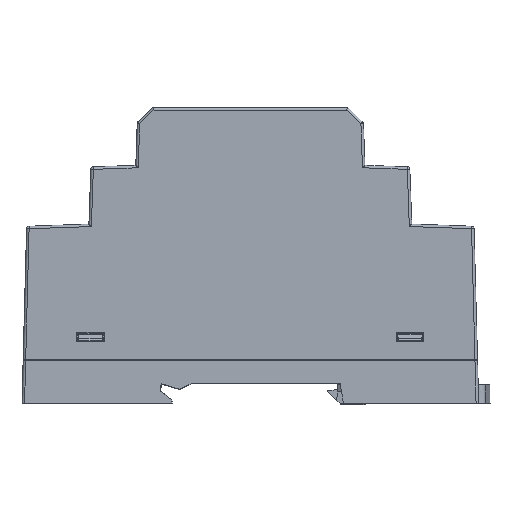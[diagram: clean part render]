
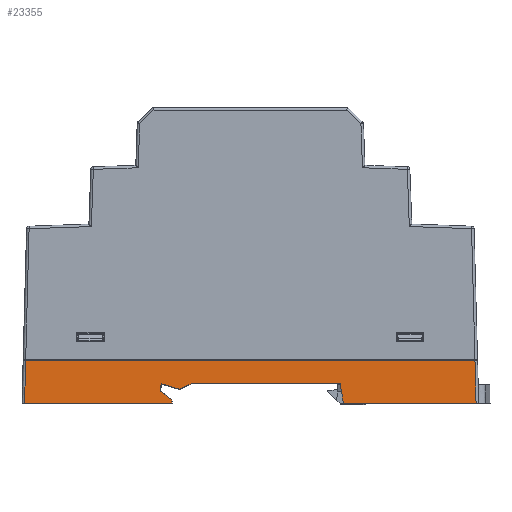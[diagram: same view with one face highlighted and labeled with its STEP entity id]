
A CAD part, left-side view. The second image highlights one B-rep face of the part: STEP entity #23355.
In plain terms, the highlighted face is planar.
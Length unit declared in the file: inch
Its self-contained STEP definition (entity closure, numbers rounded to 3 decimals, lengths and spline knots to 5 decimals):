
#62 = DIRECTION ( 'NONE',  ( -1., 0., -0.026 ) ) ;
#497 = LINE ( 'NONE', #27404, #37041 ) ;
#574 = CARTESIAN_POINT ( 'NONE',  ( -0.68923, -3.07799, 0.39174 ) ) ;
#630 = ORIENTED_EDGE ( 'NONE', *, *, #36212, .T. ) ;
#841 = PLANE ( 'NONE',  #3755 ) ;
#849 = B_SPLINE_CURVE_WITH_KNOTS ( 'NONE', 3,
 ( #20345, #5294, #17366, #29425 ),
 .UNSPECIFIED., .F., .F.,
 ( 4, 4 ),
 ( 0., 1. ),
 .UNSPECIFIED. ) ;
#1068 = CARTESIAN_POINT ( 'NONE',  ( -0.68866, -3.07888, 0.36995 ) ) ;
#1440 = CARTESIAN_POINT ( 'NONE',  ( -0.68521, -1.7718, 0.2382 ) ) ;
#1473 = EDGE_CURVE ( 'NONE', #5842, #33328, #22834, .T. ) ;
#2374 = CARTESIAN_POINT ( 'NONE',  ( -0.68893, -3.07799, 0.38004 ) ) ;
#2588 = EDGE_CURVE ( 'NONE', #18959, #13441, #17563, .T. ) ;
#2614 = B_SPLINE_CURVE_WITH_KNOTS ( 'NONE', 3,
 ( #12146, #23823, #21444, #39029 ),
 .UNSPECIFIED., .F., .F.,
 ( 4, 4 ),
 ( 0., 1. ),
 .UNSPECIFIED. ) ;
#2822 = ORIENTED_EDGE ( 'NONE', *, *, #32143, .F. ) ;
#3755 = AXIS2_PLACEMENT_3D ( 'NONE', #9528, #62, #24199 ) ;
#3937 = CARTESIAN_POINT ( 'NONE',  ( -0.68521, -2.91453, 0.23821 ) ) ;
#4510 = CARTESIAN_POINT ( 'NONE',  ( -0.68853, -3.07932, 0.36491 ) ) ;
#5294 = CARTESIAN_POINT ( 'NONE',  ( -0.68799, -3.10482, 0.34419 ) ) ;
#5481 = ORIENTED_EDGE ( 'NONE', *, *, #6355, .F. ) ;
#5842 = VERTEX_POINT ( 'NONE', #2374 ) ;
#5919 = CARTESIAN_POINT ( 'NONE',  ( -0.68057, -0.63426, 0.06103 ) ) ;
#6105 = LINE ( 'NONE', #35783, #29717 ) ;
#6185 = CARTESIAN_POINT ( 'NONE',  ( -0.6869, -3.16892, 0.30279 ) ) ;
#6354 = LINE ( 'NONE', #23789, #27311 ) ;
#6355 = EDGE_CURVE ( 'NONE', #14857, #21045, #11951, .T. ) ;
#7116 = B_SPLINE_CURVE_WITH_KNOTS ( 'NONE', 3,
 ( #28533, #13316, #37427, #1440 ),
 .UNSPECIFIED., .F., .F.,
 ( 4, 4 ),
 ( 0., 1. ),
 .UNSPECIFIED. ) ;
#7600 = EDGE_LOOP ( 'NONE', ( #5481, #18974, #16990, #7732, #26107, #20218, #29481, #33358, #13260, #26320, #630, #35002, #14394, #16077, #2822 ) ) ;
#7732 = ORIENTED_EDGE ( 'NONE', *, *, #25711, .T. ) ;
#8028 = CARTESIAN_POINT ( 'NONE',  ( -0.68639, -3.01624, 0.28318 ) ) ;
#8883 = LINE ( 'NONE', #5919, #13758 ) ;
#9030 = CARTESIAN_POINT ( 'NONE',  ( -0.68639, -3.01624, 0.28318 ) ) ;
#9241 = CARTESIAN_POINT ( 'NONE',  ( -0.6869, -3.16892, 0.30279 ) ) ;
#9528 = CARTESIAN_POINT ( 'NONE',  ( -0.6804, -4.29022, 0.05442 ) ) ;
#9828 = EDGE_CURVE ( 'NONE', #36200, #14429, #2614, .T. ) ;
#9930 = CARTESIAN_POINT ( 'NONE',  ( -0.68923, -3.07799, 0.39174 ) ) ;
#10423 = CARTESIAN_POINT ( 'NONE',  ( -0.68521, -2.91993, 0.23821 ) ) ;
#10972 = CARTESIAN_POINT ( 'NONE',  ( -0.68527, -3.15886, 0.24036 ) ) ;
#11002 = DIRECTION ( 'NONE',  ( 0.011, 0.906, -0.423 ) ) ;
#11734 = EDGE_CURVE ( 'NONE', #14429, #17308, #6105, .T. ) ;
#11951 = B_SPLINE_CURVE_WITH_KNOTS ( 'NONE', 3,
 ( #18825, #27919, #13084, #27517 ),
 .UNSPECIFIED., .F., .F.,
 ( 4, 4 ),
 ( 0., 1. ),
 .UNSPECIFIED. ) ;
#12146 = CARTESIAN_POINT ( 'NONE',  ( -0.68521, -1.7718, 0.2382 ) ) ;
#12186 = CARTESIAN_POINT ( 'NONE',  ( -0.68521, -1.7718, 0.2382 ) ) ;
#13084 = CARTESIAN_POINT ( 'NONE',  ( -0.68636, -3.16545, 0.282 ) ) ;
#13260 = ORIENTED_EDGE ( 'NONE', *, *, #27880, .F. ) ;
#13316 = CARTESIAN_POINT ( 'NONE',  ( -0.68521, -2.53362, 0.23821 ) ) ;
#13338 = CARTESIAN_POINT ( 'NONE',  ( -0.68923, -4.22014, 0.39174 ) ) ;
#13441 = VERTEX_POINT ( 'NONE', #32270 ) ;
#13758 = VECTOR ( 'NONE', #20966, 39.37008 ) ;
#14394 = ORIENTED_EDGE ( 'NONE', *, *, #1473, .T. ) ;
#14429 = VERTEX_POINT ( 'NONE', #24437 ) ;
#14583 = CARTESIAN_POINT ( 'NONE',  ( -0.6869, -3.15582, 0.30274 ) ) ;
#14857 = VERTEX_POINT ( 'NONE', #28479 ) ;
#15414 = LINE ( 'NONE', #574, #32056 ) ;
#16077 = ORIENTED_EDGE ( 'NONE', *, *, #29366, .T. ) ;
#16212 = CARTESIAN_POINT ( 'NONE',  ( -0.68057, -0.72473, 0.06103 ) ) ;
#16576 = CARTESIAN_POINT ( 'NONE',  ( -0.68923, -0.71606, 0.39174 ) ) ;
#16990 = ORIENTED_EDGE ( 'NONE', *, *, #36061, .T. ) ;
#17308 = VERTEX_POINT ( 'NONE', #16576 ) ;
#17366 = CARTESIAN_POINT ( 'NONE',  ( -0.68744, -3.13032, 0.32347 ) ) ;
#17371 = VERTEX_POINT ( 'NONE', #14583 ) ;
#17536 = LINE ( 'NONE', #8028, #35746 ) ;
#17563 = B_SPLINE_CURVE_WITH_KNOTS ( 'NONE', 3,
 ( #22048, #34102, #33889, #13338 ),
 .UNSPECIFIED., .F., .F.,
 ( 4, 4 ),
 ( 0., 1. ),
 .UNSPECIFIED. ) ;
#18163 = CARTESIAN_POINT ( 'NONE',  ( -0.6869, -3.16019, 0.30274 ) ) ;
#18825 = CARTESIAN_POINT ( 'NONE',  ( -0.68527, -3.15886, 0.24036 ) ) ;
#18959 = VERTEX_POINT ( 'NONE', #36268 ) ;
#18974 = ORIENTED_EDGE ( 'NONE', *, *, #28606, .T. ) ;
#19408 = EDGE_CURVE ( 'NONE', #17308, #34638, #6354, .T. ) ;
#20218 = ORIENTED_EDGE ( 'NONE', *, *, #9828, .T. ) ;
#20345 = CARTESIAN_POINT ( 'NONE',  ( -0.68853, -3.07932, 0.36491 ) ) ;
#20840 = LINE ( 'NONE', #29923, #32689 ) ;
#20966 = DIRECTION ( 'NONE',  ( 0., 1., 0. ) ) ;
#21045 = VERTEX_POINT ( 'NONE', #6185 ) ;
#21141 = CARTESIAN_POINT ( 'NONE',  ( -0.6869, -3.16455, 0.30276 ) ) ;
#21444 = CARTESIAN_POINT ( 'NONE',  ( -0.68789, -1.75388, 0.34056 ) ) ;
#21673 = DIRECTION ( 'NONE',  ( 0., 1., 0. ) ) ;
#21801 = FACE_OUTER_BOUND ( 'NONE', #7600, .T. ) ;
#22048 = CARTESIAN_POINT ( 'NONE',  ( -0.68057, -4.21148, 0.06103 ) ) ;
#22834 = B_SPLINE_CURVE_WITH_KNOTS ( 'NONE', 3,
 ( #37258, #27967, #1068, #34291 ),
 .UNSPECIFIED., .F., .F.,
 ( 4, 4 ),
 ( 0., 1. ),
 .UNSPECIFIED. ) ;
#22935 = VERTEX_POINT ( 'NONE', #10423 ) ;
#23062 = DIRECTION ( 'NONE',  ( -0.008, 0.958, 0.288 ) ) ;
#23355 = ADVANCED_FACE ( 'NONE', ( #21801 ), #841, .T. ) ;
#23789 = CARTESIAN_POINT ( 'NONE',  ( -0.68923, -0.71606, 0.39174 ) ) ;
#23823 = CARTESIAN_POINT ( 'NONE',  ( -0.68655, -1.76284, 0.28938 ) ) ;
#23997 = DIRECTION ( 'NONE',  ( 0., 1., 0. ) ) ;
#24199 = DIRECTION ( 'NONE',  ( -0.026, 0., 1. ) ) ;
#24437 = CARTESIAN_POINT ( 'NONE',  ( -0.68923, -1.74493, 0.39174 ) ) ;
#25316 = VERTEX_POINT ( 'NONE', #9030 ) ;
#25711 = EDGE_CURVE ( 'NONE', #22935, #30703, #20840, .T. ) ;
#26031 = LINE ( 'NONE', #10972, #35269 ) ;
#26107 = ORIENTED_EDGE ( 'NONE', *, *, #33063, .T. ) ;
#26320 = ORIENTED_EDGE ( 'NONE', *, *, #2588, .T. ) ;
#27311 = VECTOR ( 'NONE', #36043, 39.37008 ) ;
#27404 = CARTESIAN_POINT ( 'NONE',  ( -0.68923, -4.29022, 0.39174 ) ) ;
#27517 = CARTESIAN_POINT ( 'NONE',  ( -0.6869, -3.16892, 0.30279 ) ) ;
#27880 = EDGE_CURVE ( 'NONE', #18959, #34638, #8883, .T. ) ;
#27919 = CARTESIAN_POINT ( 'NONE',  ( -0.68581, -3.16209, 0.26119 ) ) ;
#27967 = CARTESIAN_POINT ( 'NONE',  ( -0.68879, -3.07843, 0.37499 ) ) ;
#28479 = CARTESIAN_POINT ( 'NONE',  ( -0.68527, -3.15886, 0.24036 ) ) ;
#28533 = CARTESIAN_POINT ( 'NONE',  ( -0.68521, -2.91453, 0.23821 ) ) ;
#28606 = EDGE_CURVE ( 'NONE', #14857, #25316, #26031, .T. ) ;
#29366 = EDGE_CURVE ( 'NONE', #33328, #17371, #849, .T. ) ;
#29425 = CARTESIAN_POINT ( 'NONE',  ( -0.6869, -3.15582, 0.30274 ) ) ;
#29481 = ORIENTED_EDGE ( 'NONE', *, *, #11734, .T. ) ;
#29717 = VECTOR ( 'NONE', #38754, 39.37008 ) ;
#29923 = CARTESIAN_POINT ( 'NONE',  ( -0.68521, -4.29022, 0.23821 ) ) ;
#30251 = DIRECTION ( 'NONE',  ( 0.026, 0., -1. ) ) ;
#30333 = B_SPLINE_CURVE_WITH_KNOTS ( 'NONE', 3,
 ( #9241, #21141, #18163, #35581 ),
 .UNSPECIFIED., .F., .F.,
 ( 4, 4 ),
 ( 0., 1. ),
 .UNSPECIFIED. ) ;
#30703 = VERTEX_POINT ( 'NONE', #3937 ) ;
#32056 = VECTOR ( 'NONE', #30251, 39.37008 ) ;
#32143 = EDGE_CURVE ( 'NONE', #21045, #17371, #30333, .T. ) ;
#32270 = CARTESIAN_POINT ( 'NONE',  ( -0.68923, -4.22014, 0.39174 ) ) ;
#32689 = VECTOR ( 'NONE', #23997, 39.37008 ) ;
#33063 = EDGE_CURVE ( 'NONE', #30703, #36200, #7116, .T. ) ;
#33328 = VERTEX_POINT ( 'NONE', #4510 ) ;
#33358 = ORIENTED_EDGE ( 'NONE', *, *, #19408, .T. ) ;
#33840 = VERTEX_POINT ( 'NONE', #9930 ) ;
#33889 = CARTESIAN_POINT ( 'NONE',  ( -0.68635, -4.21725, 0.28151 ) ) ;
#34102 = CARTESIAN_POINT ( 'NONE',  ( -0.68346, -4.21437, 0.17127 ) ) ;
#34291 = CARTESIAN_POINT ( 'NONE',  ( -0.68853, -3.07932, 0.36491 ) ) ;
#34638 = VERTEX_POINT ( 'NONE', #16212 ) ;
#35002 = ORIENTED_EDGE ( 'NONE', *, *, #37928, .T. ) ;
#35269 = VECTOR ( 'NONE', #23062, 39.37008 ) ;
#35581 = CARTESIAN_POINT ( 'NONE',  ( -0.6869, -3.15582, 0.30274 ) ) ;
#35746 = VECTOR ( 'NONE', #11002, 39.37008 ) ;
#35783 = CARTESIAN_POINT ( 'NONE',  ( -0.68923, -4.29022, 0.39174 ) ) ;
#36043 = DIRECTION ( 'NONE',  ( 0.026, -0.026, -0.999 ) ) ;
#36061 = EDGE_CURVE ( 'NONE', #25316, #22935, #17536, .T. ) ;
#36200 = VERTEX_POINT ( 'NONE', #12186 ) ;
#36212 = EDGE_CURVE ( 'NONE', #13441, #33840, #497, .T. ) ;
#36268 = CARTESIAN_POINT ( 'NONE',  ( -0.68057, -4.21148, 0.06103 ) ) ;
#37041 = VECTOR ( 'NONE', #21673, 39.37008 ) ;
#37258 = CARTESIAN_POINT ( 'NONE',  ( -0.68893, -3.07799, 0.38004 ) ) ;
#37427 = CARTESIAN_POINT ( 'NONE',  ( -0.68521, -2.15271, 0.2382 ) ) ;
#37928 = EDGE_CURVE ( 'NONE', #33840, #5842, #15414, .T. ) ;
#38754 = DIRECTION ( 'NONE',  ( 0., 1., 0. ) ) ;
#39029 = CARTESIAN_POINT ( 'NONE',  ( -0.68923, -1.74493, 0.39174 ) ) ;
